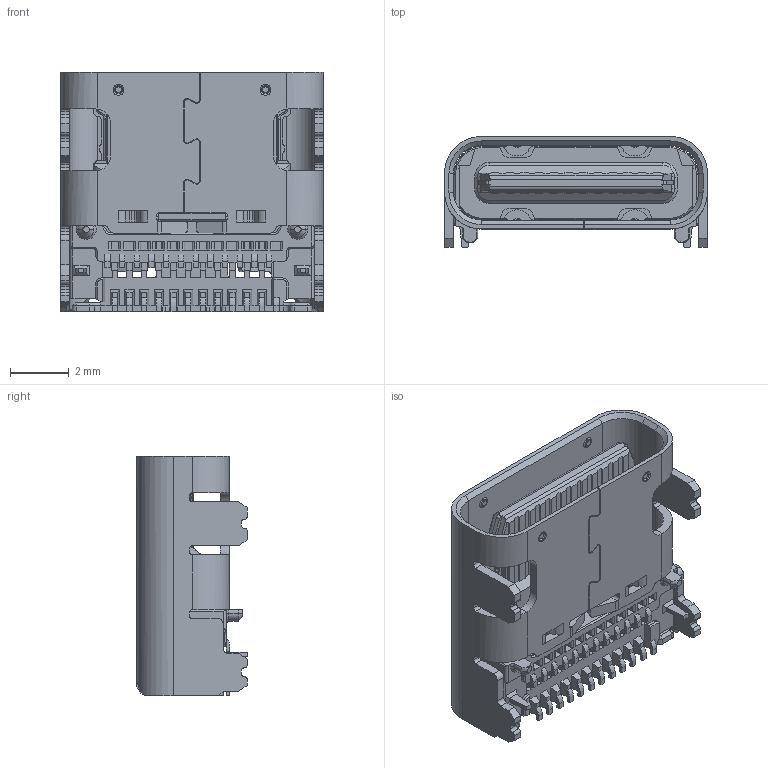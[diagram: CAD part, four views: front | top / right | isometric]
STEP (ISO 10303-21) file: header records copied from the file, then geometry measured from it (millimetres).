
FILE_DESCRIPTION(('CoCreate Modeling STEP Export'),'2;1');
FILE_NAME('CX90B1-24P.stp','2017-09-06T19:26:55',(''),(''),'CoCreate Modeling STEP processor for AP214 (Solid Model)','CoCreate Modeling 17.0 01-Apr-2010 (C) Parametric Technology GmbH','');
FILE_SCHEMA(('AUTOMOTIVE_DESIGN { 1 0 10303 214 1 1 1 1 }'));
Length unit declared in the file: millimetre
Products named in the file (2): CX90B1-24P
Assembly tree (1 placements, depth 2):
  CX90B1-24P
    CX90B1-24P
Bounding box: 8.94 x 3.76 x 8.15 mm (x, y, z)
Volume: 124.8 mm3; surface area: 607.6 mm2
Topology: 1 solids, 25 shells, 1611 faces, 4458 edges, 2826 vertices
Faces by surface type: plane 1131, cylinder 323, cone 58, torus 44, bspline 36, extrusion 19
Entity records: 50880 total; most frequent: CARTESIAN_POINT 11147, ORIENTED_EDGE 8926, DIRECTION 7480, EDGE_CURVE 4458, VECTOR 3316, LINE 3308, VERTEX_POINT 2826, AXIS2_PLACEMENT_3D 2082
